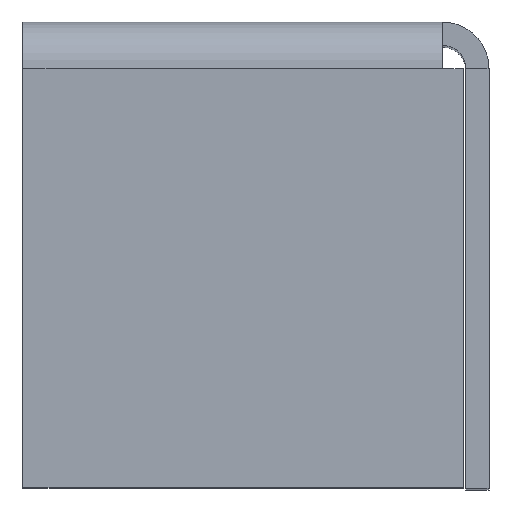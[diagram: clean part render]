
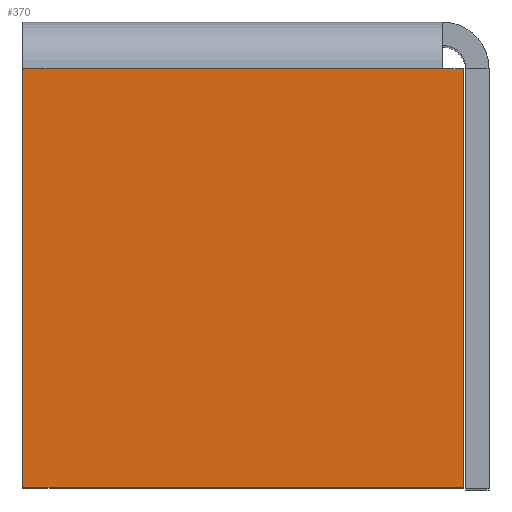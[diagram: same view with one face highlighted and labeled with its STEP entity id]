
A CAD part, top view. The second image highlights one B-rep face of the part: STEP entity #370.
In plain terms, the highlighted planar face has unit normal (0, 0, 1).
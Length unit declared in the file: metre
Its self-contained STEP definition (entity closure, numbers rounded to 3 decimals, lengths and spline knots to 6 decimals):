
#64=ORIENTED_EDGE('',*,*,#156,.F.);
#65=ORIENTED_EDGE('',*,*,#154,.F.);
#66=ORIENTED_EDGE('',*,*,#150,.F.);
#67=ORIENTED_EDGE('',*,*,#152,.F.);
#68=ORIENTED_EDGE('',*,*,#145,.F.);
#145=EDGE_CURVE('',#192,#193,#223,.F.);
#150=EDGE_CURVE('',#197,#195,#228,.F.);
#152=EDGE_CURVE('',#193,#197,#230,.F.);
#154=EDGE_CURVE('',#195,#199,#232,.T.);
#156=EDGE_CURVE('',#199,#192,#234,.F.);
#192=VERTEX_POINT('',#568);
#193=VERTEX_POINT('',#570);
#195=VERTEX_POINT('',#575);
#197=VERTEX_POINT('',#579);
#199=VERTEX_POINT('',#588);
#223=LINE('',#569,#265);
#228=LINE('',#580,#270);
#230=LINE('',#583,#272);
#232=LINE('',#587,#274);
#234=LINE('',#591,#276);
#265=VECTOR('',#456,1.);
#270=VECTOR('',#463,1.);
#272=VECTOR('',#467,1.);
#274=VECTOR('',#471,1.);
#276=VECTOR('',#475,1.);
#302=EDGE_LOOP('',(#64,#65,#66,#67,#68));
#326=FACE_BOUND('',#302,.T.);
#350=PLANE('',#407);
#370=ADVANCED_FACE('',(#326),#350,.T.);
#407=AXIS2_PLACEMENT_3D('',#590,#473,#474);
#456=DIRECTION('',(-1.,0.,0.));
#463=DIRECTION('',(1.,0.,0.));
#467=DIRECTION('',(0.,1.,0.));
#471=DIRECTION('',(0.,1.,0.));
#473=DIRECTION('',(0.,0.,1.));
#474=DIRECTION('',(1.,0.,0.));
#475=DIRECTION('',(-1.,0.,0.));
#568=CARTESIAN_POINT('',(0.036,-0.004,0.1));
#569=CARTESIAN_POINT('',(0.019,-0.004,0.1));
#570=CARTESIAN_POINT('',(0.0378,-0.004,0.1));
#575=CARTESIAN_POINT('',(0.,-0.04,0.1));
#579=CARTESIAN_POINT('',(0.0378,-0.04,0.1));
#580=CARTESIAN_POINT('',(0.019,-0.04,0.1));
#583=CARTESIAN_POINT('',(0.0378,-0.021,0.1));
#587=CARTESIAN_POINT('',(0.,-0.021,0.1));
#588=CARTESIAN_POINT('',(0.,-0.004,0.1));
#590=CARTESIAN_POINT('',(0.019,-0.021,0.1));
#591=CARTESIAN_POINT('',(0.019,-0.004,0.1));
